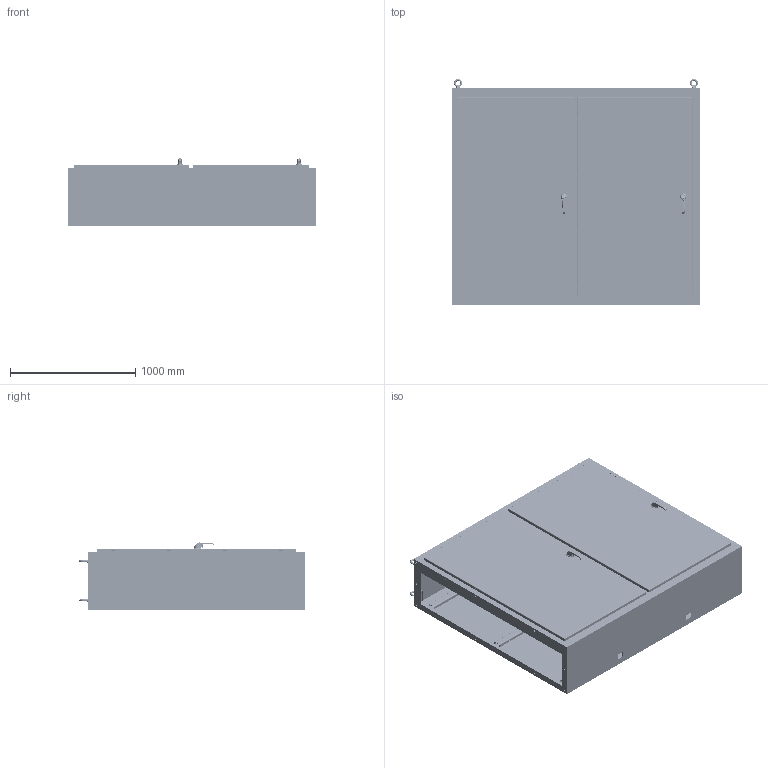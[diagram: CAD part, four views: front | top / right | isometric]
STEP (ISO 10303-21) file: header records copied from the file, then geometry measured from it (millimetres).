
FILE_DESCRIPTION (( 'STEP AP214' ), '1' );
FILE_NAME ('SCE-N68RX7818.STEP', '2024-06-18T14:40:50', ( '' ), ( '' ), 'SwSTEP 2.0', 'SolidWorks 2023', '' );
FILE_SCHEMA (( 'AUTOMOTIVE_DESIGN' ));
Length unit declared in the file: inch
Products named in the file (1): SCE-N68RX7818
Bounding box: 1974.85 x 1801.95 x 534.57 mm (x, y, z)
Volume: 30742028.1 mm3; surface area: 22995794.1 mm2
Topology: 50 solids, 58 shells, 7518 faces, 19180 edges, 11842 vertices
Faces by surface type: plane 3073, cylinder 2565, bspline 908, torus 572, cone 222, sphere 178
Full cylindrical faces by diameter (mm): 1.016 x8, 3.978 x8, 4.318 x40, 4.978 x32, 5.016 x4, 5.207 x16, 5.232 x16, 5.537 x8, 6.096 x16, 6.198 x16, 6.35 x16, 7.137 x2, 9.525 x18, 10.323 x16, 11.113 x12, 11.25 x2, 15.24 x4, 16 x2, 29.8 x4
Entity records: 366687 total; most frequent: CARTESIAN_POINT 195635, ORIENTED_EDGE 36946, DIRECTION 32798, EDGE_CURVE 18473, AXIS2_PLACEMENT_3D 11863, VERTEX_POINT 11630, LINE 9072, VECTOR 9072
